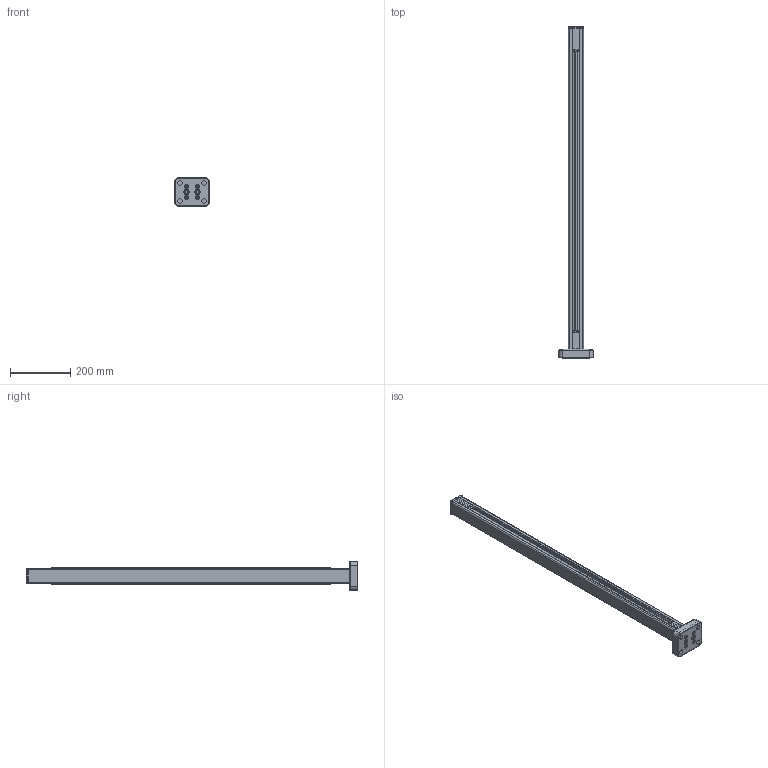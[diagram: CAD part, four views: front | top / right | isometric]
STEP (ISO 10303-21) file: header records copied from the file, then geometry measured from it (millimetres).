
FILE_DESCRIPTION (( 'STEP AP203' ), '1' );
FILE_NAME ('6805792S50.STEP', '2021-07-20T11:50:58', ( '' ), ( '' ), 'SwSTEP 2.0', 'SolidWorks 2020', '' );
FILE_SCHEMA (( 'CONFIG_CONTROL_DESIGN' ));
Length unit declared in the file: millimetre
Products named in the file (11): 680520850; 680579 Part3_930mm; 6805792S50; 680579 Part7; 680579 Part2_930mm; 680520750; 68PP01; ST4.8x60; hexagon head tapping screws with collar gb_GB_SQUARE_AND_HEXAGON_TYPE136 ST6.3X50 C-S; 6805792S50 Part1; 6805ECMS50
Assembly tree (22 placements, depth 2):
  6805792S50
    680520750
    6805792S50 Part1
    680579 Part7  x4
    68PP01  x4
    680579 Part3_930mm  x2
    680579 Part2_930mm  x2
    680520850
    ST4.8x60  x4
    hexagon head tapping screws with collar gb_GB_SQUARE_AND_HEXAGON_TYPE136 ST6.3X50 C-S  x2
    6805ECMS50
Bounding box: 114 x 1104.83 x 94 mm (x, y, z)
Volume: 1293322.2 mm3; surface area: 965905 mm2
Topology: 22 solids, 22 shells, 2570 faces, 6160 edges, 3564 vertices
Faces by surface type: cylinder 1142, cone 638, plane 536, bspline 254
Entity records: 44083 total; most frequent: CARTESIAN_POINT 15290, DIRECTION 5976, ORIENTED_EDGE 5672, EDGE_CURVE 2836, AXIS2_PLACEMENT_3D 2255, VERTEX_POINT 1683, VECTOR 1466, LINE 1466
